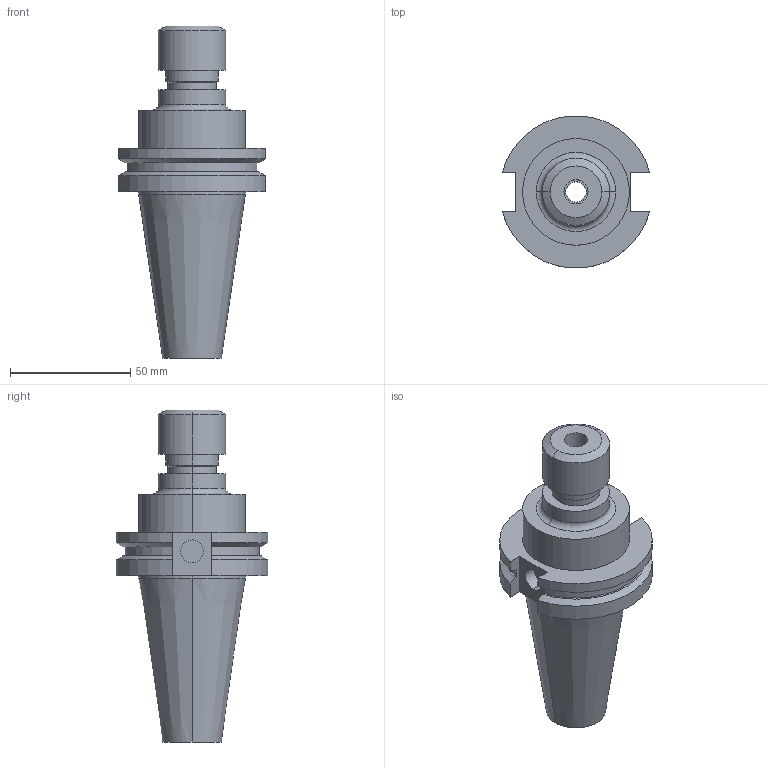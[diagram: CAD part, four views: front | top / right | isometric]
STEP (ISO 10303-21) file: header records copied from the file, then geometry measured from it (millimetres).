
FILE_DESCRIPTION (( 'STEP AP203' ), '1' );
FILE_NAME ('STP-46.122.16.276.STEP', '2019-11-20T02:24:19', ( '' ), ( '' ), 'SwSTEP 2.0', 'SolidWorks 2017', '' );
FILE_SCHEMA (( 'CONFIG_CONTROL_DESIGN' ));
Length unit declared in the file: millimetre
Products named in the file (1): STP-46.122.16.276
Bounding box: 61.35 x 63.26 x 138.25 mm (x, y, z)
Volume: 146937.2 mm3; surface area: 27208.1 mm2
Topology: 1 solids, 1 shells, 65 faces, 148 edges, 94 vertices
Faces by surface type: cylinder 30, plane 21, cone 12, torus 2
Entity records: 1931 total; most frequent: DIRECTION 344, CARTESIAN_POINT 332, ORIENTED_EDGE 296, EDGE_CURVE 148, AXIS2_PLACEMENT_3D 138, VERTEX_POINT 94, EDGE_LOOP 76, CIRCLE 72
